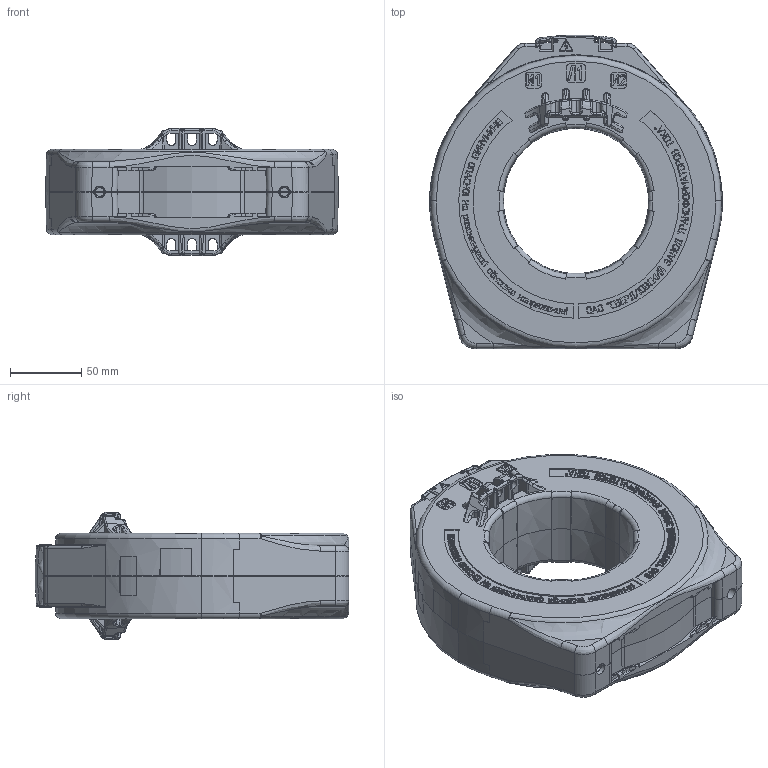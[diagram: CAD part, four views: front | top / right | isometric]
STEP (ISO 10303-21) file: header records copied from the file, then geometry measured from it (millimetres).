
FILE_DESCRIPTION (( 'STEP AP203' ), '1' );
FILE_NAME ('ÒØÏ-0,66-IV.STEP', '2018-01-31T07:28:34', ( '' ), ( '' ), 'SwSTEP 2.0', 'SolidWorks 2010', '' );
FILE_SCHEMA (( 'CONFIG_CONTROL_DESIGN' ));
Length unit declared in the file: millimetre
Products named in the file (1): ﾒﾘﾏ-0,66-IV
Bounding box: 206 x 220.72 x 90.01 mm (x, y, z)
Volume: 406808.5 mm3; surface area: 274346 mm2
Topology: 10 solids, 10 shells, 6648 faces, 18005 edges, 11629 vertices
Faces by surface type: plane 2980, bspline 2144, cylinder 772, cone 310, torus 272, sphere 170
Entity records: 309757 total; most frequent: CARTESIAN_POINT 162840, ORIENTED_EDGE 35802, DIRECTION 22030, EDGE_CURVE 17901, VERTEX_POINT 11601, LINE 8362, VECTOR 8362, EDGE_LOOP 7038
